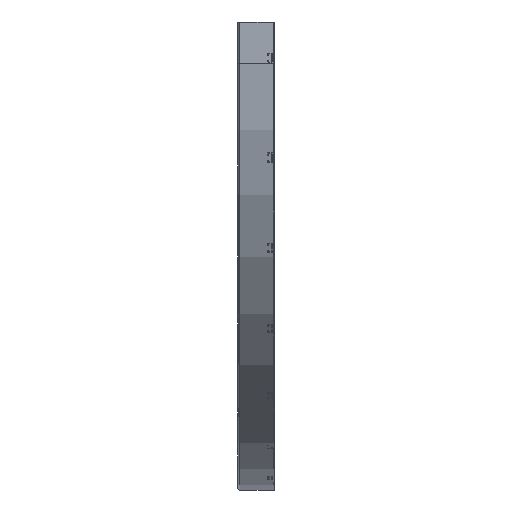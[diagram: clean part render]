
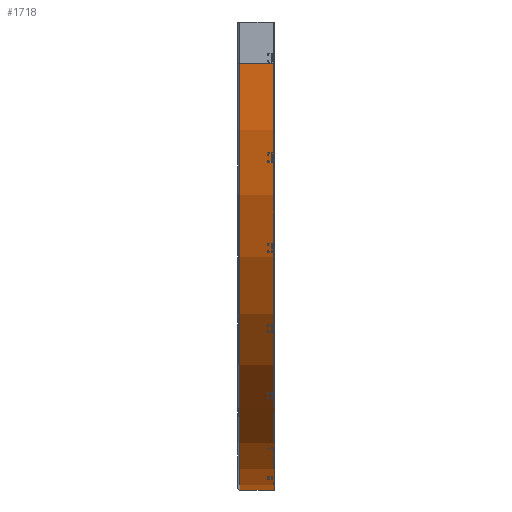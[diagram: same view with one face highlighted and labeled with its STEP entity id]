
A CAD part, left-side view. The second image highlights one B-rep face of the part: STEP entity #1718.
In plain terms, the highlighted cylindrical face has radius 1300 mm (diameter 2600 mm), a partial arc.
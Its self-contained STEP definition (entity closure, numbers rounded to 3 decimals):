
#35 = EDGE_CURVE ( 'NONE', #1719, #2176, #1482, .T. ) ;
#47 = DIRECTION ( 'NONE',  ( 0., 1., 0. ) ) ;
#309 = CARTESIAN_POINT ( 'NONE',  ( -1300., 0., -125. ) ) ;
#556 = DIRECTION ( 'NONE',  ( 0., 0., 1. ) ) ;
#562 = LINE ( 'NONE', #1095, #1117 ) ;
#608 = CIRCLE ( 'NONE', #1942, 1300. ) ;
#646 = AXIS2_PLACEMENT_3D ( 'NONE', #1207, #2680, #982 ) ;
#694 = ORIENTED_EDGE ( 'NONE', *, *, #1401, .T. ) ;
#872 = LINE ( 'NONE', #1145, #2080 ) ;
#951 = CARTESIAN_POINT ( 'NONE',  ( 0., 0., -125. ) ) ;
#982 = DIRECTION ( 'NONE',  ( 1., 0., 0. ) ) ;
#1046 = ORIENTED_EDGE ( 'NONE', *, *, #1727, .T. ) ;
#1095 = CARTESIAN_POINT ( 'NONE',  ( 0., 0., -125. ) ) ;
#1117 = VECTOR ( 'NONE', #1344, 1000. ) ;
#1145 = CARTESIAN_POINT ( 'NONE',  ( -1300., 0., -1425. ) ) ;
#1161 = CYLINDRICAL_SURFACE ( 'NONE', #2109, 1300. ) ;
#1167 = CARTESIAN_POINT ( 'NONE',  ( -1300., 0., -1425. ) ) ;
#1207 = CARTESIAN_POINT ( 'NONE',  ( -1300., 104., -125. ) ) ;
#1247 = DIRECTION ( 'NONE',  ( 0., 0., 1. ) ) ;
#1344 = DIRECTION ( 'NONE',  ( 0., 1., 0. ) ) ;
#1388 = DIRECTION ( 'NONE',  ( 0., 1., 0. ) ) ;
#1401 = EDGE_CURVE ( 'NONE', #1472, #2176, #872, .T. ) ;
#1472 = VERTEX_POINT ( 'NONE', #1167 ) ;
#1478 = CARTESIAN_POINT ( 'NONE',  ( -1300., 0., -125. ) ) ;
#1482 = CIRCLE ( 'NONE', #646, 1300. ) ;
#1718 = ADVANCED_FACE ( 'NONE', ( #3132 ), #1161, .T. ) ;
#1719 = VERTEX_POINT ( 'NONE', #2251 ) ;
#1727 = EDGE_CURVE ( 'NONE', #2875, #1472, #608, .T. ) ;
#1738 = ORIENTED_EDGE ( 'NONE', *, *, #2791, .F. ) ;
#1903 = EDGE_LOOP ( 'NONE', ( #2625, #1738, #1046, #694 ) ) ;
#1942 = AXIS2_PLACEMENT_3D ( 'NONE', #309, #2000, #556 ) ;
#2000 = DIRECTION ( 'NONE',  ( 0., 1., 0. ) ) ;
#2080 = VECTOR ( 'NONE', #1388, 1000. ) ;
#2109 = AXIS2_PLACEMENT_3D ( 'NONE', #1478, #47, #1247 ) ;
#2176 = VERTEX_POINT ( 'NONE', #2892 ) ;
#2251 = CARTESIAN_POINT ( 'NONE',  ( 0., 104., -125. ) ) ;
#2625 = ORIENTED_EDGE ( 'NONE', *, *, #35, .F. ) ;
#2680 = DIRECTION ( 'NONE',  ( 0., 1., 0. ) ) ;
#2791 = EDGE_CURVE ( 'NONE', #2875, #1719, #562, .T. ) ;
#2875 = VERTEX_POINT ( 'NONE', #951 ) ;
#2892 = CARTESIAN_POINT ( 'NONE',  ( -1300., 104., -1425. ) ) ;
#3132 = FACE_OUTER_BOUND ( 'NONE', #1903, .T. ) ;
